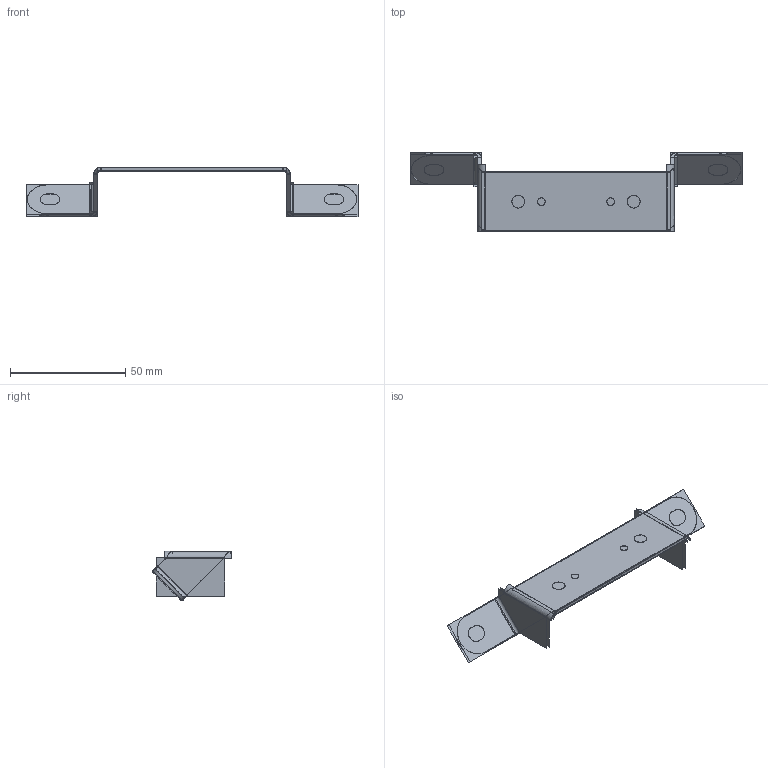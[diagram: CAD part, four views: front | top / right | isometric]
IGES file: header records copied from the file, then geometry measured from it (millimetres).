
Start section:  PTC IGES file: 207554.igs
Global section: file name: 207554.igs; native system: Creo Parametric by PTC Inc.; preprocessor: 2016260; author: pdmadmin; organization: Unknown; date: 20180711.144747; units: millimetre
Bounding box: 143.79 x 34.52 x 21.64 mm (x, y, z)
Volume: 5266.9 mm3; surface area: 33271.7 mm2
Topology: 1 solids, 1 shells, 108 faces, 508 edges, 624 vertices
Faces by surface type: bspline 64, revolution 44
